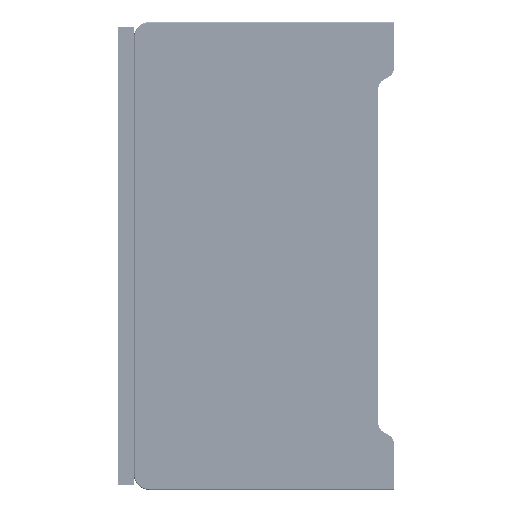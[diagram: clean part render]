
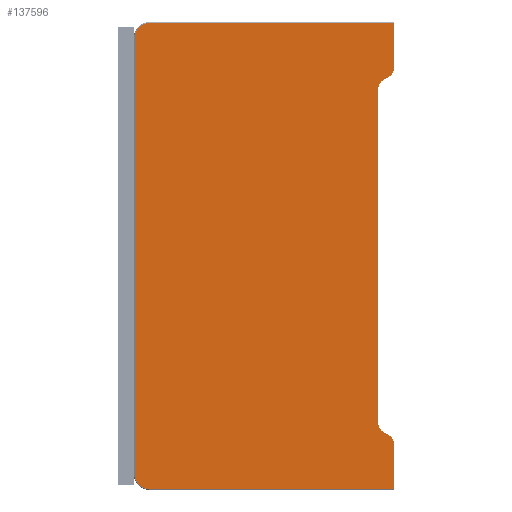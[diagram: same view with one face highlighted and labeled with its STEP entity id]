
A CAD part, left-side view. The second image highlights one B-rep face of the part: STEP entity #137596.
In plain terms, the highlighted planar face has unit normal (-1, 0, 0).
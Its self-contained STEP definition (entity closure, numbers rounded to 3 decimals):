
#42928=DIRECTION('',(0.,0.,1.));
#42929=VECTOR('',#42928,64.226);
#42930=CARTESIAN_POINT('',(0.,3.,-77.113));
#42931=LINE('',#42930,#42929);
#42968=DIRECTION('',(0.,0.,1.));
#42969=VECTOR('',#42968,8.8);
#42970=CARTESIAN_POINT('',(0.,0.,-9.));
#42971=LINE('',#42970,#42969);
#42986=CARTESIAN_POINT('',(0.,1.732,-9.));
#42987=DIRECTION('',(1.,0.,0.));
#42988=DIRECTION('',(0.,-1.,0.));
#42989=AXIS2_PLACEMENT_3D('',#42986,#42987,#42988);
#42991=DIRECTION('',(0.,0.866,-0.5));
#42992=VECTOR('',#42991,1.309);
#42993=CARTESIAN_POINT('',(0.,0.866,-10.5));
#42994=LINE('',#42993,#42992);
#42995=CARTESIAN_POINT('',(0.,1.,-12.887));
#42996=DIRECTION('',(-1.,0.,0.));
#42997=DIRECTION('',(0.,0.5,0.866));
#42998=AXIS2_PLACEMENT_3D('',#42995,#42996,#42997);
#43000=CARTESIAN_POINT('',(0.,1.,-77.113));
#43001=DIRECTION('',(-1.,0.,0.));
#43002=DIRECTION('',(0.,1.,0.));
#43003=AXIS2_PLACEMENT_3D('',#43000,#43001,#43002);
#43005=DIRECTION('',(0.,-0.866,-0.5));
#43006=VECTOR('',#43005,1.309);
#43007=CARTESIAN_POINT('',(0.,2.,
-78.845));
#43008=LINE('',#43007,#43006);
#43009=CARTESIAN_POINT('',(0.,1.732,-81.));
#43010=DIRECTION('',(1.,0.,0.));
#43011=DIRECTION('',(0.,-0.5,0.866));
#43012=AXIS2_PLACEMENT_3D('',#43009,#43010,#43011);
#43014=CARTESIAN_POINT('',(0.,47.,-87.));
#43015=DIRECTION('',(1.,0.,0.));
#43016=DIRECTION('',(0.,0.,-1.));
#43017=AXIS2_PLACEMENT_3D('',#43014,#43015,#43016);
#43019=CARTESIAN_POINT('',(0.,47.,-3.));
#43020=DIRECTION('',(1.,0.,0.));
#43021=DIRECTION('',(0.,1.,0.));
#43022=AXIS2_PLACEMENT_3D('',#43019,#43020,#43021);
#43024=DIRECTION('',(0.,1.,0.));
#43025=VECTOR('',#43024,47.);
#43026=CARTESIAN_POINT('',(0.,0.,-0.2));
#43027=LINE('',#43026,#43025);
#43051=DIRECTION('',(0.,0.,-1.));
#43052=VECTOR('',#43051,84.);
#43053=CARTESIAN_POINT('',(0.,49.8,
-3.));
#43054=LINE('',#43053,#43052);
#43074=DIRECTION('',(0.,-1.,0.));
#43075=VECTOR('',#43074,47.);
#43076=CARTESIAN_POINT('',(0.,47.,
-89.8));
#43077=LINE('',#43076,#43075);
#43088=DIRECTION('',(0.,0.,1.));
#43089=VECTOR('',#43088,8.8);
#43090=CARTESIAN_POINT('',(0.,0.,-89.8));
#43091=LINE('',#43090,#43089);
#68967=CARTESIAN_POINT('',(0.,49.8,-87.));
#68968=VERTEX_POINT('',#68967);
#68969=CARTESIAN_POINT('',(0.,47.,
-89.8));
#68970=VERTEX_POINT('',#68969);
#68971=CARTESIAN_POINT('',(0.,49.8,-3.));
#68972=VERTEX_POINT('',#68971);
#68973=CARTESIAN_POINT('',(0.,47.,-0.2));
#68974=VERTEX_POINT('',#68973);
#68975=CARTESIAN_POINT('',(0.,0.,-0.2));
#68977=VERTEX_POINT('',#68975);
#68979=CARTESIAN_POINT('',(0.,0.,-9.));
#68981=VERTEX_POINT('',#68979);
#68989=CARTESIAN_POINT('',(0.,0.866,-10.5));
#68990=VERTEX_POINT('',#68989);
#74089=CARTESIAN_POINT('',(0.,3.,-12.887));
#74090=VERTEX_POINT('',#74089);
#74091=CARTESIAN_POINT('',(0.,3.,-77.113));
#74092=VERTEX_POINT('',#74091);
#74097=CARTESIAN_POINT('',(0.,2.,
-11.155));
#74098=VERTEX_POINT('',#74097);
#74099=CARTESIAN_POINT('',(0.,2.,
-78.845));
#74100=VERTEX_POINT('',#74099);
#74101=CARTESIAN_POINT('',(0.,0.866,-79.5));
#74102=VERTEX_POINT('',#74101);
#74103=CARTESIAN_POINT('',(0.,0.,-81.));
#74104=VERTEX_POINT('',#74103);
#74105=CARTESIAN_POINT('',(0.,0.,-89.8));
#74106=VERTEX_POINT('',#74105);
#137566=CARTESIAN_POINT('',(0.,24.9,-45.));
#137567=DIRECTION('',(1.,0.,0.));
#137568=DIRECTION('',(0.,0.,1.));
#137569=AXIS2_PLACEMENT_3D('',#137566,#137567,#137568);
#137570=PLANE('',#137569);
#137572=ORIENTED_EDGE('',*,*,#137571,.F.);
#137573=ORIENTED_EDGE('',*,*,#137554,.F.);
#137574=ORIENTED_EDGE('',*,*,#137543,.T.);
#137575=ORIENTED_EDGE('',*,*,#137528,.T.);
#137576=ORIENTED_EDGE('',*,*,#137513,.T.);
#137577=ORIENTED_EDGE('',*,*,#137487,.F.);
#137579=ORIENTED_EDGE('',*,*,#137578,.T.);
#137581=ORIENTED_EDGE('',*,*,#137580,.T.);
#137583=ORIENTED_EDGE('',*,*,#137582,.T.);
#137585=ORIENTED_EDGE('',*,*,#137584,.F.);
#137587=ORIENTED_EDGE('',*,*,#137586,.F.);
#137589=ORIENTED_EDGE('',*,*,#137588,.T.);
#137591=ORIENTED_EDGE('',*,*,#137590,.F.);
#137593=ORIENTED_EDGE('',*,*,#137592,.T.);
#137594=EDGE_LOOP('',(#137572,#137573,#137574,#137575,#137576,#137577,#137579,
#137581,#137583,#137585,#137587,#137589,#137591,#137593));
#137595=FACE_OUTER_BOUND('',#137594,.F.);
#42990=CIRCLE('',#42989,1.732);
#42999=CIRCLE('',#42998,2.);
#43004=CIRCLE('',#43003,2.);
#43013=CIRCLE('',#43012,1.732);
#43018=CIRCLE('',#43017,2.8);
#43023=CIRCLE('',#43022,2.8);
#137487=EDGE_CURVE('',#74092,#74090,#42931,.T.);
#137513=EDGE_CURVE('',#74098,#74090,#42999,.T.);
#137528=EDGE_CURVE('',#68990,#74098,#42994,.T.);
#137543=EDGE_CURVE('',#68981,#68990,#42990,.T.);
#137554=EDGE_CURVE('',#68981,#68977,#42971,.T.);
#137571=EDGE_CURVE('',#68977,#68974,#43027,.T.);
#137578=EDGE_CURVE('',#74092,#74100,#43004,.T.);
#137580=EDGE_CURVE('',#74100,#74102,#43008,.T.);
#137582=EDGE_CURVE('',#74102,#74104,#43013,.T.);
#137584=EDGE_CURVE('',#74106,#74104,#43091,.T.);
#137586=EDGE_CURVE('',#68970,#74106,#43077,.T.);
#137588=EDGE_CURVE('',#68970,#68968,#43018,.T.);
#137590=EDGE_CURVE('',#68972,#68968,#43054,.T.);
#137592=EDGE_CURVE('',#68972,#68974,#43023,.T.);
#137596=ADVANCED_FACE('',(#137595),#137570,.F.);
